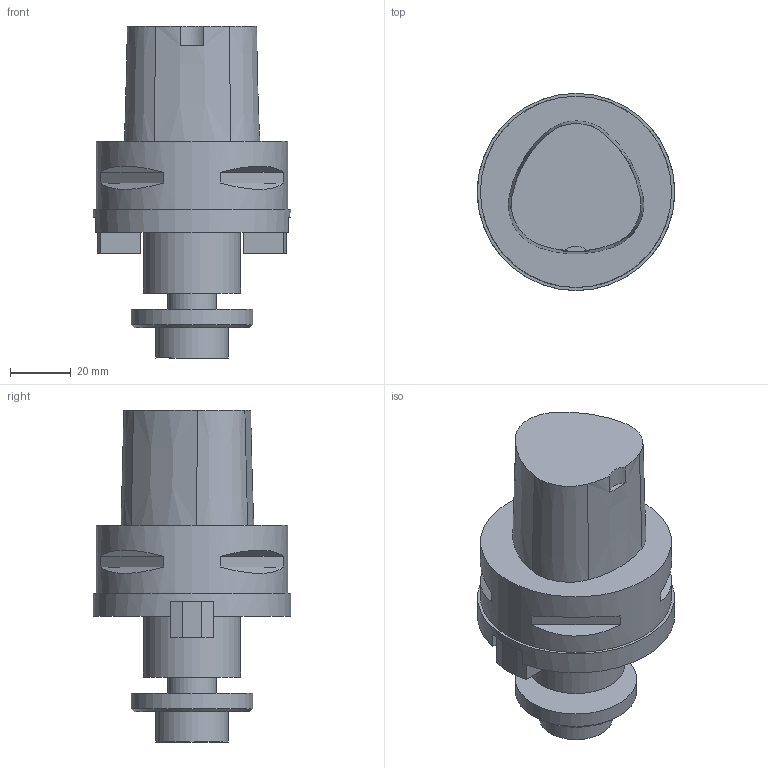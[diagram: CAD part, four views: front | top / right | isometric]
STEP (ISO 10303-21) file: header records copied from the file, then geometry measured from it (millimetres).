
FILE_DESCRIPTION(/* description */ ('3-D model version:1'),/* implementation_level */ '2;1');
FILE_NAME(/* name */ 'C6-391.07C-32030',/* time_stamp */ '2016-12-02T14:14:45',/* author */ ('InteractiveCad'),/* organization */ ('AB Sandvik Coromant'),/* preprocessor_version */ 'ST-DEVELOPER v15',/* originating_system */ 'SIEMENS PLM Software NX 8.5',/* authorization */ '');
FILE_SCHEMA(('AUTOMOTIVE_DESIGN'));
Length unit declared in the file: millimetre
Products named in the file (1): C6_391_07C_32030_SIM
Bounding box: 65 x 65 x 109.4 mm (x, y, z)
Volume: 179926.4 mm3; surface area: 24592.1 mm2
Topology: 1 solids, 1 shells, 59 faces, 142 edges, 95 vertices
Faces by surface type: plane 45, cylinder 7, cone 7
Full cylindrical faces by diameter (mm): 16 x1, 24 x1, 31.992 x1, 40 x1, 63 x1, 65 x1
Entity records: 1760 total; most frequent: DIRECTION 296, CARTESIAN_POINT 293, ORIENTED_EDGE 264, EDGE_CURVE 132, AXIS2_PLACEMENT_3D 103, VERTEX_POINT 92, LINE 90, VECTOR 90
